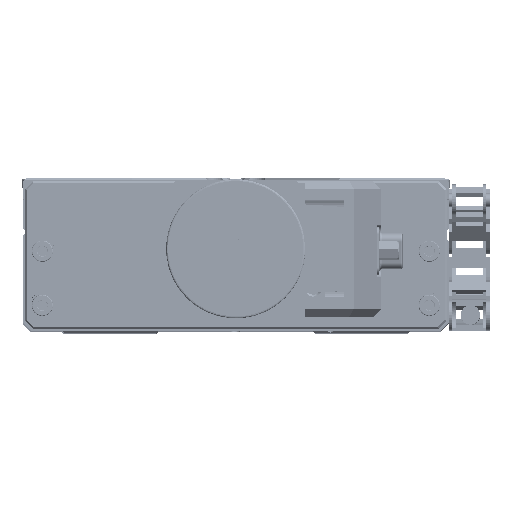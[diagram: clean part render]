
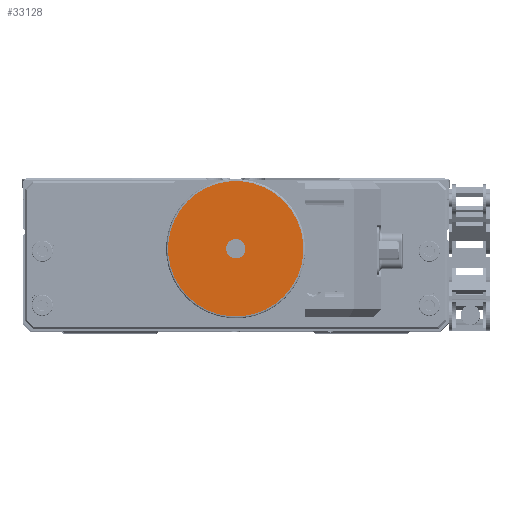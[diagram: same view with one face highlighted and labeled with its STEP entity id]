
A CAD part, top view. The second image highlights one B-rep face of the part: STEP entity #33128.
In plain terms, the highlighted face is planar.
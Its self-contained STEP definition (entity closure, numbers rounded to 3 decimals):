
#2791 = CARTESIAN_POINT ( 'NONE',  ( -15., 0., -17.5 ) ) ;
#4236 = DIRECTION ( 'NONE',  ( -1., 0., 0. ) ) ;
#10202 = EDGE_LOOP ( 'NONE', ( #88020, #10548 ) ) ;
#10548 = ORIENTED_EDGE ( 'NONE', *, *, #48782, .T. ) ;
#11455 = AXIS2_PLACEMENT_3D ( 'NONE', #90766, #4236, #83325 ) ;
#11725 = DIRECTION ( 'NONE',  ( 0., 0., -1. ) ) ;
#12423 = DIRECTION ( 'NONE',  ( 0., 0., 1. ) ) ;
#18459 = AXIS2_PLACEMENT_3D ( 'NONE', #61432, #37170, #12423 ) ;
#19042 = FACE_OUTER_BOUND ( 'NONE', #59653, .T. ) ;
#21992 = VERTEX_POINT ( 'NONE', #2791 ) ;
#26424 = DIRECTION ( 'NONE',  ( 0., 0., 1. ) ) ;
#33128 = ADVANCED_FACE ( 'NONE', ( #19042, #83855 ), #35885, .T. ) ;
#35885 = PLANE ( 'NONE',  #11455 ) ;
#37170 = DIRECTION ( 'NONE',  ( -1., 0., 0. ) ) ;
#38145 = VERTEX_POINT ( 'NONE', #64117 ) ;
#38593 = ORIENTED_EDGE ( 'NONE', *, *, #93473, .T. ) ;
#39947 = AXIS2_PLACEMENT_3D ( 'NONE', #67645, #42355, #11725 ) ;
#42355 = DIRECTION ( 'NONE',  ( 1., 0., 0. ) ) ;
#42828 = CIRCLE ( 'NONE', #56267, 2.5 ) ;
#48782 = EDGE_CURVE ( 'NONE', #88833, #38145, #42828, .T. ) ;
#56267 = AXIS2_PLACEMENT_3D ( 'NONE', #97650, #96618, #56556 ) ;
#56556 = DIRECTION ( 'NONE',  ( 0., 0., -1. ) ) ;
#59653 = EDGE_LOOP ( 'NONE', ( #38593, #72746 ) ) ;
#61432 = CARTESIAN_POINT ( 'NONE',  ( -15., 0., 0. ) ) ;
#63503 = CIRCLE ( 'NONE', #39947, 2.5 ) ;
#64117 = CARTESIAN_POINT ( 'NONE',  ( -15., 0., -2.5 ) ) ;
#67645 = CARTESIAN_POINT ( 'NONE',  ( -15., 0., 0. ) ) ;
#70060 = VERTEX_POINT ( 'NONE', #72616 ) ;
#72616 = CARTESIAN_POINT ( 'NONE',  ( -15., 0., 17.5 ) ) ;
#72743 = EDGE_CURVE ( 'NONE', #38145, #88833, #63503, .T. ) ;
#72746 = ORIENTED_EDGE ( 'NONE', *, *, #79384, .T. ) ;
#76449 = DIRECTION ( 'NONE',  ( -1., 0., 0. ) ) ;
#78981 = CIRCLE ( 'NONE', #18459, 17.5 ) ;
#79384 = EDGE_CURVE ( 'NONE', #21992, #70060, #78981, .T. ) ;
#83325 = DIRECTION ( 'NONE',  ( 0., 0., 1. ) ) ;
#83504 = CARTESIAN_POINT ( 'NONE',  ( -15., 0., 2.5 ) ) ;
#83855 = FACE_BOUND ( 'NONE', #10202, .T. ) ;
#84389 = CARTESIAN_POINT ( 'NONE',  ( -15., 0., 0. ) ) ;
#88020 = ORIENTED_EDGE ( 'NONE', *, *, #72743, .T. ) ;
#88833 = VERTEX_POINT ( 'NONE', #83504 ) ;
#90766 = CARTESIAN_POINT ( 'NONE',  ( -15., 0., 8.75 ) ) ;
#93473 = EDGE_CURVE ( 'NONE', #70060, #21992, #99248, .T. ) ;
#96618 = DIRECTION ( 'NONE',  ( 1., 0., 0. ) ) ;
#97536 = AXIS2_PLACEMENT_3D ( 'NONE', #84389, #76449, #26424 ) ;
#97650 = CARTESIAN_POINT ( 'NONE',  ( -15., 0., 0. ) ) ;
#99248 = CIRCLE ( 'NONE', #97536, 17.5 ) ;
